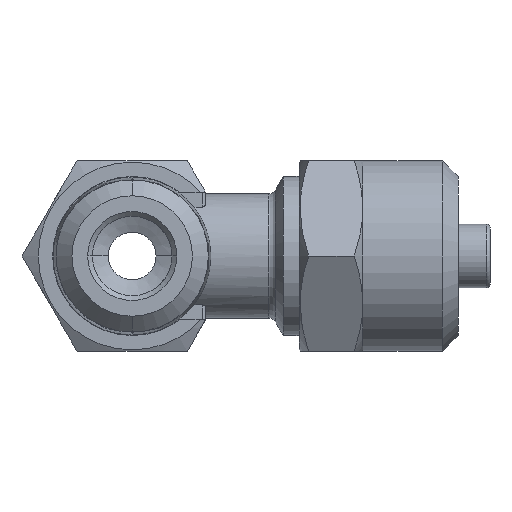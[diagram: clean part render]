
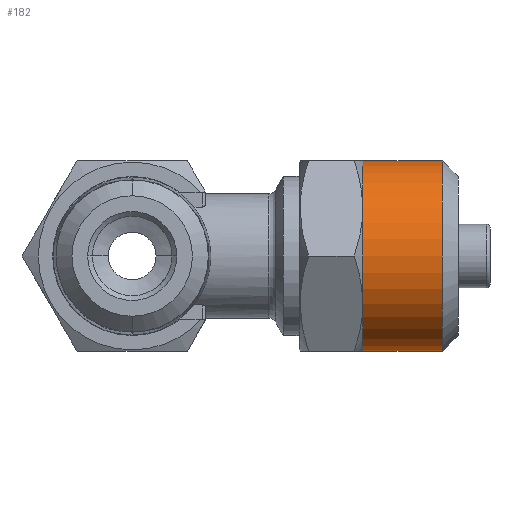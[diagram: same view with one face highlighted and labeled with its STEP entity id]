
A CAD part, front view. The second image highlights one B-rep face of the part: STEP entity #182.
In plain terms, the highlighted cylindrical face has radius 6 mm (diameter 12 mm), a partial arc.
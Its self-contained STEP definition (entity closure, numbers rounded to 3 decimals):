
#182 = ADVANCED_FACE ( 'NONE', ( #4219 ), #4220, .T. ) ;
#413 = LINE ( 'NONE', #1563, #2614 ) ;
#415 = LINE ( 'NONE', #1579, #2621 ) ;
#535 = AXIS2_PLACEMENT_3D ( 'NONE', #1283, #1284, #1285 ) ;
#1283 = CARTESIAN_POINT ( 'NONE',  ( 8.081, 0., 0. ) ) ;
#1284 = DIRECTION ( 'NONE',  ( -1., 0., 0. ) ) ;
#1285 = DIRECTION ( 'NONE',  ( 0., 0., -1. ) ) ;
#1547 = EDGE_LOOP ( 'NONE', ( #3924, #3927, #3925, #3928, #3929, #3930 ) ) ;
#1563 = CARTESIAN_POINT ( 'NONE',  ( 8.081, 0., 6. ) ) ;
#1564 = DIRECTION ( 'NONE',  ( -1., 0., 0. ) ) ;
#1565 = CARTESIAN_POINT ( 'NONE',  ( 14.5, 0., 0. ) ) ;
#1566 = DIRECTION ( 'NONE',  ( -1., 0., 0. ) ) ;
#1567 = DIRECTION ( 'NONE',  ( 0., 0., -1. ) ) ;
#1579 = CARTESIAN_POINT ( 'NONE',  ( 8.081, 0., -6. ) ) ;
#1580 = DIRECTION ( 'NONE',  ( -1., 0., 0. ) ) ;
#1610 = CARTESIAN_POINT ( 'NONE',  ( 14.5, 0., 0. ) ) ;
#1611 = DIRECTION ( 'NONE',  ( -1., 0., 0. ) ) ;
#1612 = DIRECTION ( 'NONE',  ( 0., 0., -1. ) ) ;
#1644 = CARTESIAN_POINT ( 'NONE',  ( 14.5, 0., 0. ) ) ;
#1645 = DIRECTION ( 'NONE',  ( -1., 0., 0. ) ) ;
#1646 = DIRECTION ( 'NONE',  ( 0., 0., -1. ) ) ;
#1647 = CARTESIAN_POINT ( 'NONE',  ( 19.5, 0., 0. ) ) ;
#1648 = DIRECTION ( 'NONE',  ( -1., 0., 0. ) ) ;
#1649 = DIRECTION ( 'NONE',  ( 0., 0., -1. ) ) ;
#1679 = CARTESIAN_POINT ( 'NONE',  ( 19.5, 0., -6. ) ) ;
#1681 = CARTESIAN_POINT ( 'NONE',  ( 14.5, -5.196, 3. ) ) ;
#1682 = CARTESIAN_POINT ( 'NONE',  ( 19.5, 0., 6. ) ) ;
#1684 = CARTESIAN_POINT ( 'NONE',  ( 14.5, 0., 6. ) ) ;
#1696 = CARTESIAN_POINT ( 'NONE',  ( 14.5, -5.196, -3. ) ) ;
#1962 = CARTESIAN_POINT ( 'NONE',  ( 14.5, 0., -6. ) ) ;
#2612 = CIRCLE ( 'NONE', #2615, 6. ) ;
#2614 = VECTOR ( 'NONE', #1564, 1000. ) ;
#2615 = AXIS2_PLACEMENT_3D ( 'NONE', #1565, #1566, #1567 ) ;
#2621 = VECTOR ( 'NONE', #1580, 1000. ) ;
#2629 = CIRCLE ( 'NONE', #2638, 6. ) ;
#2638 = AXIS2_PLACEMENT_3D ( 'NONE', #1610, #1611, #1612 ) ;
#2643 = CIRCLE ( 'NONE', #2644, 6. ) ;
#2644 = AXIS2_PLACEMENT_3D ( 'NONE', #1644, #1645, #1646 ) ;
#2645 = CIRCLE ( 'NONE', #2646, 6. ) ;
#2646 = AXIS2_PLACEMENT_3D ( 'NONE', #1647, #1648, #1649 ) ;
#3800 = EDGE_CURVE ( 'NONE', #4457, #4459, #413, .T. ) ;
#3831 = EDGE_CURVE ( 'NONE', #4480, #4471, #2612, .T. ) ;
#3924 = ORIENTED_EDGE ( 'NONE', *, *, #4151, .T. ) ;
#3925 = ORIENTED_EDGE ( 'NONE', *, *, #4132, .F. ) ;
#3927 = ORIENTED_EDGE ( 'NONE', *, *, #3800, .T. ) ;
#3928 = ORIENTED_EDGE ( 'NONE', *, *, #4074, .F. ) ;
#3929 = ORIENTED_EDGE ( 'NONE', *, *, #3831, .F. ) ;
#3930 = ORIENTED_EDGE ( 'NONE', *, *, #3945, .F. ) ;
#3945 = EDGE_CURVE ( 'NONE', #4454, #4480, #415, .T. ) ;
#4074 = EDGE_CURVE ( 'NONE', #4471, #4456, #2629, .T. ) ;
#4132 = EDGE_CURVE ( 'NONE', #4456, #4459, #2643, .T. ) ;
#4151 = EDGE_CURVE ( 'NONE', #4454, #4457, #2645, .T. ) ;
#4219 = FACE_OUTER_BOUND ( 'NONE', #1547, .T. ) ;
#4220 = CYLINDRICAL_SURFACE ( 'NONE', #535, 6. ) ;
#4454 = VERTEX_POINT ( 'NONE', #1679 ) ;
#4456 = VERTEX_POINT ( 'NONE', #1681 ) ;
#4457 = VERTEX_POINT ( 'NONE', #1682 ) ;
#4459 = VERTEX_POINT ( 'NONE', #1684 ) ;
#4471 = VERTEX_POINT ( 'NONE', #1696 ) ;
#4480 = VERTEX_POINT ( 'NONE', #1962 ) ;
